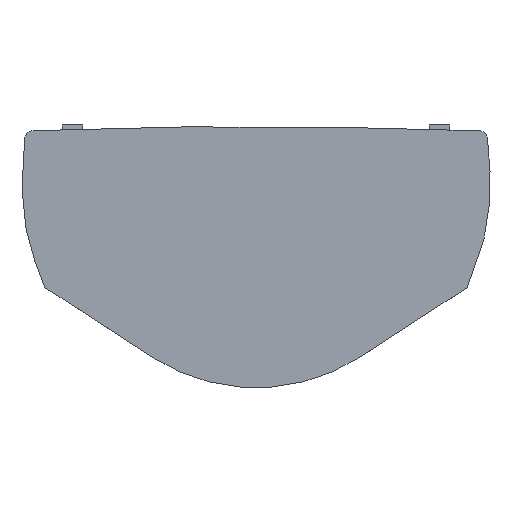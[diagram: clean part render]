
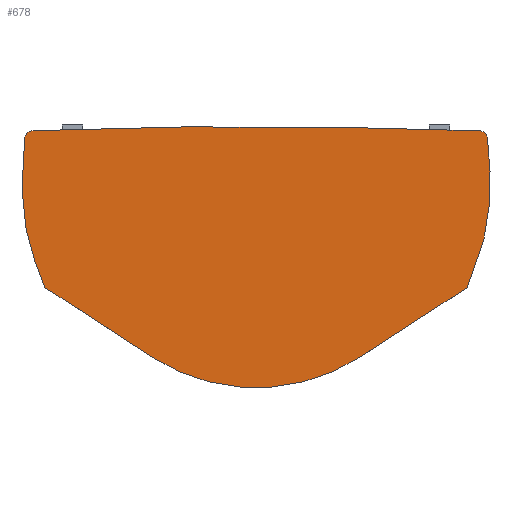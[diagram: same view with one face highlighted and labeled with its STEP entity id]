
A CAD part, top view. The second image highlights one B-rep face of the part: STEP entity #678.
In plain terms, the highlighted planar face has unit normal (0, 0, 1).
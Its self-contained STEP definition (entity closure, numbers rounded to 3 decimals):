
#34=FACE_OUTER_BOUND('',#76,.T.);
#76=EDGE_LOOP('',(#501,#502,#503,#504,#505,#506,#507,#508));
#107=B_SPLINE_CURVE_WITH_KNOTS('',3,(#1132,#1133,#1134,#1135,#1136,#1137,
#1138,#1139,#1140,#1141,#1142,#1143,#1144,#1145,#1146,#1147,#1148,#1149,
#1150,#1151,#1152,#1153,#1154,#1155,#1156,#1157,#1158,#1159,#1160,#1161,
#1162,#1163),.UNSPECIFIED.,.F.,.F.,(4,1,1,1,1,1,1,1,1,1,1,1,1,1,1,1,1,1,
1,1,1,1,1,1,1,1,1,1,1,4),(0.006,0.066,0.127,
0.157,0.165,0.173,0.176,
0.18,0.188,0.192,0.195,
0.203,0.218,0.248,0.309,
0.339,0.37,0.43,0.461,
0.491,0.552,0.582,0.612,
0.673,0.703,0.733,0.794,
0.855,0.915,0.976),.UNSPECIFIED.);
#108=B_SPLINE_CURVE_WITH_KNOTS('',3,(#1240,#1241,#1242,#1243,#1244,#1245,
#1246,#1247,#1248,#1249,#1250,#1251,#1252,#1253,#1254,#1255,#1256,#1257,
#1258,#1259,#1260,#1261,#1262,#1263,#1264,#1265,#1266,#1267,#1268,#1269,
#1270),.UNSPECIFIED.,.F.,.F.,(4,1,1,1,1,1,1,1,1,1,1,1,1,1,1,1,1,1,1,1,1,
1,1,1,1,1,1,1,4),(0.024,0.085,0.145,
0.206,0.267,0.297,0.327,
0.388,0.418,0.448,0.509,
0.57,0.63,0.661,0.691,
0.752,0.782,0.797,0.805,
0.808,0.812,0.82,0.824,
0.827,0.835,0.843,0.873,
0.934,0.994),.UNSPECIFIED.);
#130=LINE('',#1065,#214);
#136=LINE('',#1272,#220);
#214=VECTOR('',#810,1000.);
#220=VECTOR('',#830,1000.);
#281=CIRCLE('',#733,32.722);
#282=CIRCLE('',#736,1.5);
#283=CIRCLE('',#738,1014.21);
#284=CIRCLE('',#740,1.5);
#309=VERTEX_POINT('',#1057);
#310=VERTEX_POINT('',#1059);
#311=VERTEX_POINT('',#1063);
#312=VERTEX_POINT('',#1130);
#313=VERTEX_POINT('',#1165);
#314=VERTEX_POINT('',#1169);
#315=VERTEX_POINT('',#1173);
#316=VERTEX_POINT('',#1238);
#374=EDGE_CURVE('',#310,#309,#281,.T.);
#377=EDGE_CURVE('',#309,#311,#130,.T.);
#379=EDGE_CURVE('',#311,#312,#107,.T.);
#381=EDGE_CURVE('',#312,#313,#282,.T.);
#383=EDGE_CURVE('',#313,#314,#283,.T.);
#385=EDGE_CURVE('',#314,#315,#284,.T.);
#387=EDGE_CURVE('',#315,#316,#108,.T.);
#388=EDGE_CURVE('',#316,#310,#136,.T.);
#501=ORIENTED_EDGE('',*,*,#374,.T.);
#502=ORIENTED_EDGE('',*,*,#377,.T.);
#503=ORIENTED_EDGE('',*,*,#379,.T.);
#504=ORIENTED_EDGE('',*,*,#381,.T.);
#505=ORIENTED_EDGE('',*,*,#383,.T.);
#506=ORIENTED_EDGE('',*,*,#385,.T.);
#507=ORIENTED_EDGE('',*,*,#387,.T.);
#508=ORIENTED_EDGE('',*,*,#388,.T.);
#640=PLANE('',#742);
#678=ADVANCED_FACE('',(#34),#640,.T.);
#733=AXIS2_PLACEMENT_3D('',#1060,#804,#805);
#736=AXIS2_PLACEMENT_3D('',#1167,#815,#816);
#738=AXIS2_PLACEMENT_3D('',#1171,#820,#821);
#740=AXIS2_PLACEMENT_3D('',#1175,#825,#826);
#742=AXIS2_PLACEMENT_3D('',#1273,#831,#832);
#804=DIRECTION('center_axis',(0.,0.,
1.));
#805=DIRECTION('ref_axis',(1.,0.,0.));
#810=DIRECTION('',(0.839,0.545,0.));
#815=DIRECTION('center_axis',(0.,0.,
1.));
#816=DIRECTION('ref_axis',(1.,0.,0.));
#820=DIRECTION('center_axis',(0.,0.,
1.));
#821=DIRECTION('ref_axis',(1.,0.,0.));
#825=DIRECTION('center_axis',(0.,0.,
1.));
#826=DIRECTION('ref_axis',(1.,0.,0.));
#830=DIRECTION('',(0.838,-0.545,0.));
#831=DIRECTION('center_axis',(0.,0.,
1.));
#832=DIRECTION('ref_axis',(1.,0.,0.));
#1057=CARTESIAN_POINT('',(3.599,33.675,544.072));
#1059=CARTESIAN_POINT('',(-32.059,33.687,544.072));
#1060=CARTESIAN_POINT('Origin',(-14.221,61.119,544.072));
#1063=CARTESIAN_POINT('',(21.846,45.523,544.072));
#1065=CARTESIAN_POINT('',(3.599,33.675,544.072));
#1130=CARTESIAN_POINT('',(25.322,70.966,544.072));
#1132=CARTESIAN_POINT('Ctrl Pts',(21.846,45.523,544.072));
#1133=CARTESIAN_POINT('Ctrl Pts',(22.046,46.054,544.072));
#1134=CARTESIAN_POINT('Ctrl Pts',(22.445,47.117,544.072));
#1135=CARTESIAN_POINT('Ctrl Pts',(22.942,48.44,544.072));
#1136=CARTESIAN_POINT('Ctrl Pts',(23.269,49.308,544.072));
#1137=CARTESIAN_POINT('Ctrl Pts',(23.416,49.701,544.072));
#1138=CARTESIAN_POINT('Ctrl Pts',(23.482,49.877,544.072));
#1139=CARTESIAN_POINT('Ctrl Pts',(23.524,49.989,544.072));
#1140=CARTESIAN_POINT('Ctrl Pts',(23.609,50.214,544.072));
#1141=CARTESIAN_POINT('Ctrl Pts',(23.659,50.348,544.072));
#1142=CARTESIAN_POINT('Ctrl Pts',(23.678,50.398,544.072));
#1143=CARTESIAN_POINT('Ctrl Pts',(23.719,50.509,544.072));
#1144=CARTESIAN_POINT('Ctrl Pts',(23.8,50.732,544.072));
#1145=CARTESIAN_POINT('Ctrl Pts',(23.948,51.153,544.072));
#1146=CARTESIAN_POINT('Ctrl Pts',(24.235,52.019,544.072));
#1147=CARTESIAN_POINT('Ctrl Pts',(24.526,53.025,544.072));
#1148=CARTESIAN_POINT('Ctrl Pts',(24.785,54.068,544.072));
#1149=CARTESIAN_POINT('Ctrl Pts',(25.008,55.068,544.072));
#1150=CARTESIAN_POINT('Ctrl Pts',(25.204,56.106,544.072));
#1151=CARTESIAN_POINT('Ctrl Pts',(25.369,57.185,544.072));
#1152=CARTESIAN_POINT('Ctrl Pts',(25.504,58.21,544.072));
#1153=CARTESIAN_POINT('Ctrl Pts',(25.611,59.268,544.072));
#1154=CARTESIAN_POINT('Ctrl Pts',(25.691,60.368,544.072));
#1155=CARTESIAN_POINT('Ctrl Pts',(25.748,61.423,544.072));
#1156=CARTESIAN_POINT('Ctrl Pts',(25.778,62.484,544.072));
#1157=CARTESIAN_POINT('Ctrl Pts',(25.784,63.592,544.072));
#1158=CARTESIAN_POINT('Ctrl Pts',(25.772,64.678,544.072));
#1159=CARTESIAN_POINT('Ctrl Pts',(25.73,65.997,544.072));
#1160=CARTESIAN_POINT('Ctrl Pts',(25.63,67.7,544.072));
#1161=CARTESIAN_POINT('Ctrl Pts',(25.502,69.263,544.072));
#1162=CARTESIAN_POINT('Ctrl Pts',(25.385,70.407,544.072));
#1163=CARTESIAN_POINT('Ctrl Pts',(25.322,70.966,544.072));
#1165=CARTESIAN_POINT('',(23.888,72.296,544.072));
#1167=CARTESIAN_POINT('Origin',(23.831,70.798,544.072));
#1169=CARTESIAN_POINT('',(-52.323,72.322,544.072));
#1171=CARTESIAN_POINT('Origin',(-14.554,-941.185,544.072));
#1173=CARTESIAN_POINT('',(-53.757,70.992,544.072));
#1175=CARTESIAN_POINT('Origin',(-52.267,70.823,544.072));
#1238=CARTESIAN_POINT('',(-50.298,45.547,544.072));
#1240=CARTESIAN_POINT('Ctrl Pts',(-53.757,70.992,544.072));
#1241=CARTESIAN_POINT('Ctrl Pts',(-53.82,70.434,544.072));
#1242=CARTESIAN_POINT('Ctrl Pts',(-53.938,69.29,544.072));
#1243=CARTESIAN_POINT('Ctrl Pts',(-54.068,67.726,544.072));
#1244=CARTESIAN_POINT('Ctrl Pts',(-54.168,66.024,544.072));
#1245=CARTESIAN_POINT('Ctrl Pts',(-54.211,64.704,544.072));
#1246=CARTESIAN_POINT('Ctrl Pts',(-54.224,63.618,544.072));
#1247=CARTESIAN_POINT('Ctrl Pts',(-54.219,62.511,544.072));
#1248=CARTESIAN_POINT('Ctrl Pts',(-54.189,61.45,544.072));
#1249=CARTESIAN_POINT('Ctrl Pts',(-54.133,60.394,544.072));
#1250=CARTESIAN_POINT('Ctrl Pts',(-54.054,59.293,544.072));
#1251=CARTESIAN_POINT('Ctrl Pts',(-53.922,57.985,544.072));
#1252=CARTESIAN_POINT('Ctrl Pts',(-53.699,56.404,544.072));
#1253=CARTESIAN_POINT('Ctrl Pts',(-53.454,55.093,544.072));
#1254=CARTESIAN_POINT('Ctrl Pts',(-53.231,54.094,544.072));
#1255=CARTESIAN_POINT('Ctrl Pts',(-52.973,53.051,544.072));
#1256=CARTESIAN_POINT('Ctrl Pts',(-52.683,52.045,544.072));
#1257=CARTESIAN_POINT('Ctrl Pts',(-52.397,51.179,544.072));
#1258=CARTESIAN_POINT('Ctrl Pts',(-52.248,50.756,544.072));
#1259=CARTESIAN_POINT('Ctrl Pts',(-52.168,50.535,544.072));
#1260=CARTESIAN_POINT('Ctrl Pts',(-52.127,50.423,544.072));
#1261=CARTESIAN_POINT('Ctrl Pts',(-52.108,50.374,544.072));
#1262=CARTESIAN_POINT('Ctrl Pts',(-52.058,50.24,544.072));
#1263=CARTESIAN_POINT('Ctrl Pts',(-51.973,50.014,544.072));
#1264=CARTESIAN_POINT('Ctrl Pts',(-51.932,49.902,544.072));
#1265=CARTESIAN_POINT('Ctrl Pts',(-51.866,49.726,544.072));
#1266=CARTESIAN_POINT('Ctrl Pts',(-51.718,49.333,544.072));
#1267=CARTESIAN_POINT('Ctrl Pts',(-51.393,48.465,544.072));
#1268=CARTESIAN_POINT('Ctrl Pts',(-50.896,47.141,544.072));
#1269=CARTESIAN_POINT('Ctrl Pts',(-50.497,46.078,544.072));
#1270=CARTESIAN_POINT('Ctrl Pts',(-50.298,45.547,544.072));
#1272=CARTESIAN_POINT('',(-50.298,45.547,544.072));
#1273=CARTESIAN_POINT('Origin',(-14.221,61.119,544.072));
